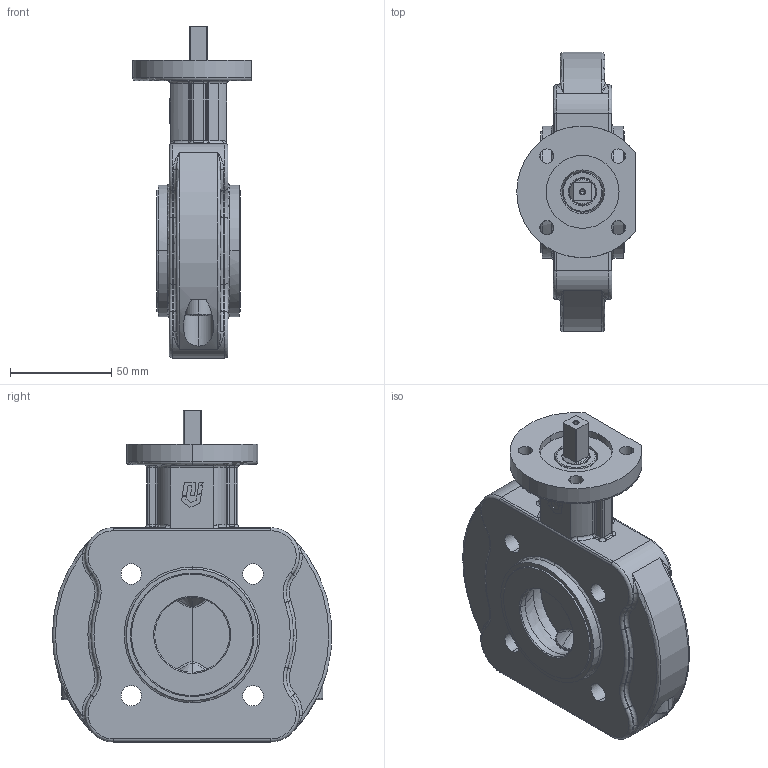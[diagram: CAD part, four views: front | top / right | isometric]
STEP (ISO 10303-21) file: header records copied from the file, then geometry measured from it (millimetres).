
FILE_DESCRIPTION(('HOOPS Exchange Step'),'2;1');
FILE_NAME('AK10_DN25_PN10-16_oH.stp','2025-10-06T09:37:35+02:00',('nieru'),('Unknown organisation'),'HOOPS Exchange 2024.2','HOOPS Exchange','Unknown authorisation');
FILE_SCHEMA( ('AP203_CONFIGURATION_CONTROLLED_3D_DESIGN_OF_MECHANICAL_PARTS_AND_ASSEMBLIES_MIM_LF') );
Length unit declared in the file: millimetre
Products named in the file (2): 0; root
Assembly tree (1 placements, depth 2):
  root
    0
Bounding box: 58.5 x 137.84 x 163.89 mm (x, y, z)
Volume: 396121.4 mm3; surface area: 63832.8 mm2
Topology: 1 solids, 1 shells, 464 faces, 1148 edges, 682 vertices
Faces by surface type: cylinder 169, torus 94, plane 85, bspline 62, cone 34, sphere 20
Entity records: 19162 total; most frequent: CARTESIAN_POINT 8874, ORIENTED_EDGE 2236, DIRECTION 2005, EDGE_CURVE 1118, AXIS2_PLACEMENT_3D 837, VERTEX_POINT 682, EDGE_LOOP 506, FACE_BOUND 506
